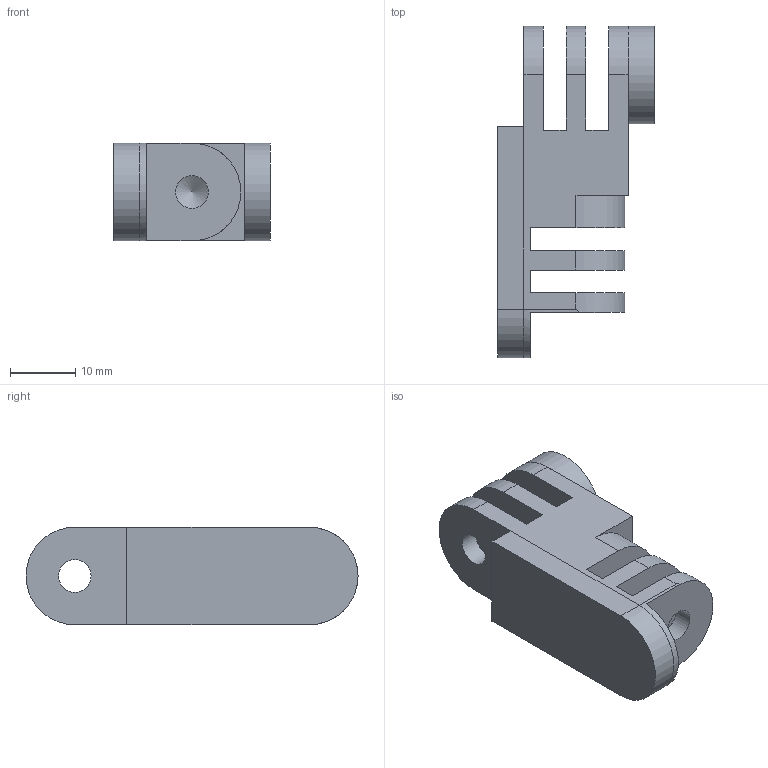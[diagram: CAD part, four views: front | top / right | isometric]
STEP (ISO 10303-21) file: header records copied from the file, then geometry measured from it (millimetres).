
FILE_DESCRIPTION(('FreeCAD Model'),'2;1');
FILE_NAME('Open CASCADE Shape Model','2025-01-23T11:10:42',(''),(''), 'Open CASCADE STEP processor 7.6','FreeCAD','Unknown');
FILE_SCHEMA(('AUTOMOTIVE_DESIGN { 1 0 10303 214 1 1 1 1 }'));
Length unit declared in the file: millimetre
Products named in the file (1): Тіло030
Bounding box: 24 x 51 x 15 mm (x, y, z)
Volume: 8835.3 mm3; surface area: 5269.8 mm2
Topology: 1 solids, 1 shells, 47 faces, 129 edges, 85 vertices
Faces by surface type: plane 31, cylinder 15, cone 1
Full cylindrical faces by diameter (mm): 5 x6, 15 x1
Entity records: 1534 total; most frequent: CARTESIAN_POINT 261, DIRECTION 260, ORIENTED_EDGE 256, EDGE_CURVE 128, LINE 92, VECTOR 92, VERTEX_POINT 85, AXIS2_PLACEMENT_3D 84
